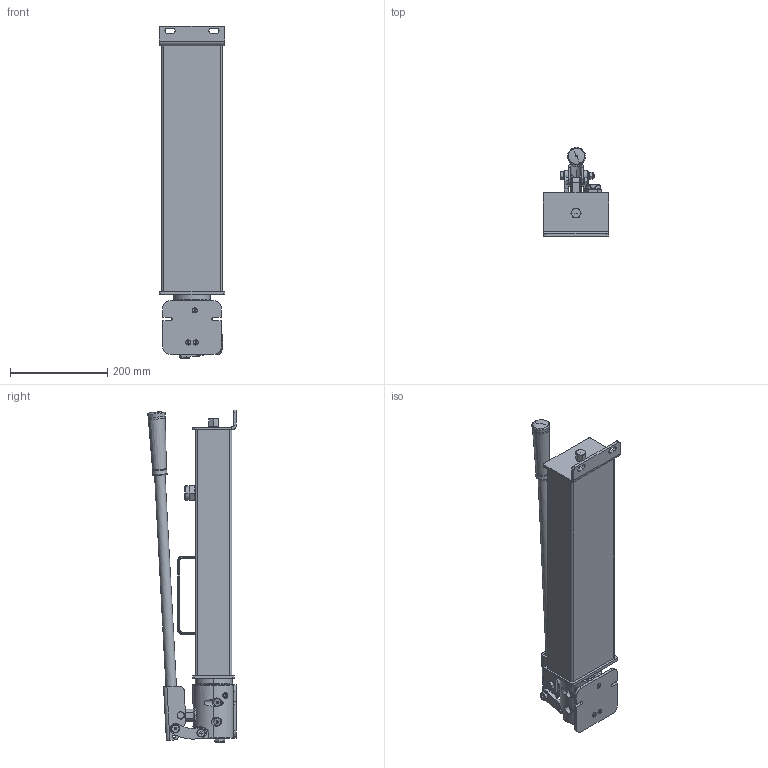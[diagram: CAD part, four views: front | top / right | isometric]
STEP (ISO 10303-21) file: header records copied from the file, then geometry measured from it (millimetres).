
FILE_DESCRIPTION (( 'STEP AP214' ), '1' );
FILE_NAME ('H1851.STEP', '2020-11-09T01:06:16', ( '' ), ( '' ), 'SwSTEP 2.0', 'SolidWorks 2019', '' );
FILE_SCHEMA (( 'AUTOMOTIVE_DESIGN' ));
Length unit declared in the file: millimetre
Products named in the file (70): 601-7-0012-000_601-7-0012-000; 667-5-0150-023; H18-6-2115-404; 651-1-0050-103; D05-6-1001-106; H28-6-1810-102; 573-7-0040-208; H28-6-1824-204; H28-6-1806-303; A17-5-1603-300; H18-3-1804-101; H18-6-1215-100; H18-6-1308-107; 601-7-0008-009_601-7-0008-009; 532-3-0180-100; H18-6-1814-102; H28-6-1808-105; H18-4-1901-105; H28-6-1805-200; H18-5-1651-104; 644-1-0120-202; H18-5-1602-404; H18-3-2200-104; H18-4-1651-108; 552-2-0061-102; 601-7-0010-006_601-7-0010-006; A07-5-2301-205; H18-6-1804-109_H28-6-1802-305; 661-2-0080-014; 512-3-0682-108; 511-7-0053-104_511-7-0053-104; H18-6-2118-107; 511-7-0480-406; H18-6-1207-101; 511-7-0180-303_511-7-0180-303; 532-8-0050-024; H18-6-1807-105; H28-6-4404-106; H18-6-4402-104; H18-6-2112-105 ...
Assembly tree (93 placements, depth 4):
  H1851
    H18-4-1651-108
      H18-5-1651-104
      H18-4-4402-102
        H18-6-4402-104
        H18-5-1307-301
        666-5-0220-109
      H18-4-1901-105
        H18-6-1901-107
        A17-5-1603-300
        512-2-0067-010
        A17-6-1216-102
      532-8-0050-024  x2
      522-8-0113-107
      609-1-0075-105  x2
      H18-5-1602-404
      651-1-0050-103  x3
      512-3-0682-108
      573-7-0040-208
      511-7-0038-007
      H18-6-1207-101
      641-1-0098-204
      601-7-0008-009_601-7-0008-009  x3
      552-2-0061-102  x2
      601-7-0012-000_601-7-0012-000  x2
      552-2-0080-106  x3
      532-3-0180-100  x3
      H18-6-1215-100  x3
      601-7-0010-006_601-7-0010-006
      H18-6-2115-404
      511-7-0480-406
      511-7-0140-109
      573-7-0140-202
      D05-6-1001-106
      H18-4-1603-107
        H18-6-1603-109
        H28-6-1302-105_焊後車工
        644-1-0060-301
      511-7-0053-104_511-7-0053-104
      601-7-0009-001_601-7-0009-001
      H38-6-1802-101  x2
      661-2-0080-014
      H18-6-1308-107
      649-1-0050-028
      H18-6-1309-109  x2
      649-1-0080-100
      605-3-0080-102
      D07-6-3003-104
      512-2-0082-117_壓縮
      644-1-0120-202
    H18-3-1804-101
      H28-6-1806-303
      H28-6-1805-200
      H28-6-1808-105
      H18-6-1804-109_H28-6-1802-305
      H18-6-1807-105
    H18-6-1814-102
    H18-3-2200-104
      H18-6-2118-107
      H18-6-2201-104
Bounding box: 135 x 182.93 x 683.4 mm (x, y, z)
Volume: 1860137.2 mm3; surface area: 826830.2 mm2
Topology: 86 solids, 86 shells, 2196 faces, 4926 edges, 2915 vertices
Faces by surface type: cylinder 597, plane 554, cone 488, bspline 424, torus 119, sphere 14
Entity records: 159445 total; most frequent: CARTESIAN_POINT 120593, DIRECTION 7319, ORIENTED_EDGE 7188, EDGE_CURVE 3594, AXIS2_PLACEMENT_3D 2993, VERTEX_POINT 2179, EDGE_LOOP 1779, FACE_OUTER_BOUND 1588
